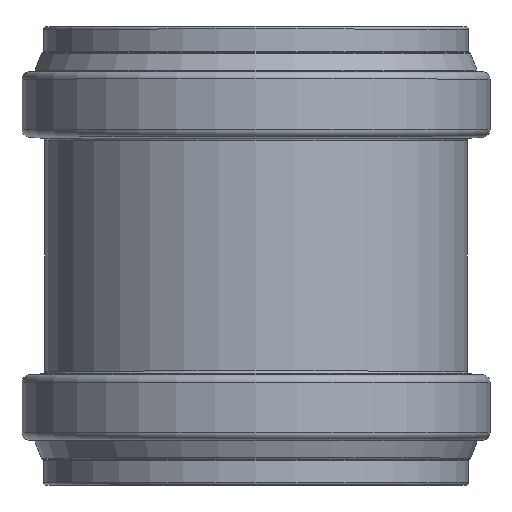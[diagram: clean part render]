
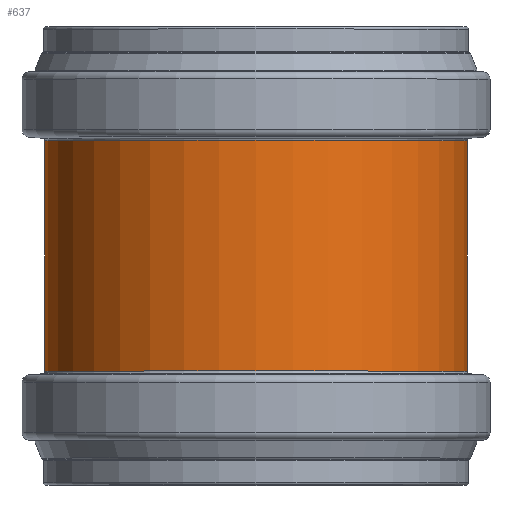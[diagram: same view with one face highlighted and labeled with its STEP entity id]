
A CAD part, top view. The second image highlights one B-rep face of the part: STEP entity #637.
In plain terms, the highlighted cylindrical face has radius 85 mm (diameter 170 mm), a full revolution.
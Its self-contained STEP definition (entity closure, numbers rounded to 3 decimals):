
#34=CYLINDRICAL_SURFACE('',#741,85.);
#87=FACE_BOUND('',#246,.T.);
#145=FACE_OUTER_BOUND('',#245,.T.);
#245=EDGE_LOOP('',(#535));
#246=EDGE_LOOP('',(#536));
#291=CIRCLE('',#683,85.);
#320=CIRCLE('',#740,85.);
#349=VERTEX_POINT('',#1048);
#378=VERTEX_POINT('',#1134);
#407=EDGE_CURVE('',#349,#349,#291,.T.);
#436=EDGE_CURVE('',#378,#378,#320,.T.);
#535=ORIENTED_EDGE('',*,*,#407,.F.);
#536=ORIENTED_EDGE('',*,*,#436,.T.);
#637=ADVANCED_FACE('',(#145,#87),#34,.T.);
#683=AXIS2_PLACEMENT_3D('',#1049,#829,#830);
#740=AXIS2_PLACEMENT_3D('',#1135,#943,#944);
#741=AXIS2_PLACEMENT_3D('',#1136,#945,#946);
#829=DIRECTION('center_axis',(0.,-1.,0.));
#830=DIRECTION('ref_axis',(1.,0.,0.));
#943=DIRECTION('center_axis',(0.,-1.,0.));
#944=DIRECTION('ref_axis',(1.,0.,0.));
#945=DIRECTION('center_axis',(0.,-1.,0.));
#946=DIRECTION('ref_axis',(1.,0.,0.));
#1048=CARTESIAN_POINT('',(89.904,-46.42,0.));
#1049=CARTESIAN_POINT('Origin',(4.904,-46.42,0.));
#1134=CARTESIAN_POINT('',(89.904,46.42,0.));
#1135=CARTESIAN_POINT('Origin',(4.904,46.42,0.));
#1136=CARTESIAN_POINT('Origin',(4.904,20.573,0.));
